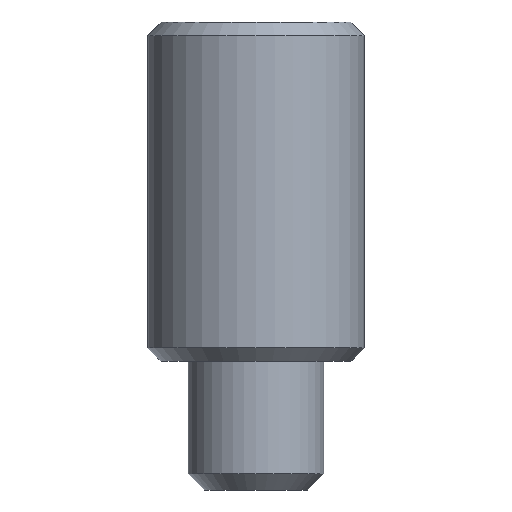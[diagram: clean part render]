
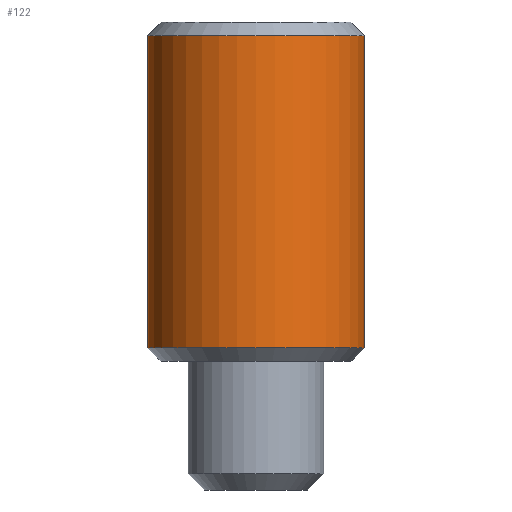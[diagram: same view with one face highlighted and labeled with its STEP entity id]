
A CAD part, left-side view. The second image highlights one B-rep face of the part: STEP entity #122.
In plain terms, the highlighted cylindrical face has radius 8 mm (diameter 16 mm), a partial arc.
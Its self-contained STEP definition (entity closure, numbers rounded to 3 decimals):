
#112=VERTEX_POINT('NONE',#304);
#122=ADVANCED_FACE('NONE',(#315),#316,.T.);
#136=EDGE_CURVE('NONE',#212,#220,#334,.T.);
#158=EDGE_CURVE('NONE',#212,#112,#357,.T.);
#178=EDGE_CURVE('NONE',#220,#272,#378,.T.);
#212=VERTEX_POINT('NONE',#417);
#220=VERTEX_POINT('NONE',#428);
#234=EDGE_CURVE('NONE',#272,#112,#442,.T.);
#272=VERTEX_POINT('NONE',#485);
#304=CARTESIAN_POINT('',(0.0,8.0,24.0));
#315=FACE_OUTER_BOUND('',#525,.T.);
#316=CYLINDRICAL_SURFACE('',#526,8.0);
#334=CIRCLE('',#548,8.0);
#357=LINE('',#580,#581);
#378=LINE('',#610,#611);
#417=CARTESIAN_POINT('',(0.0,8.0,1.));
#428=CARTESIAN_POINT('',(0.,-8.0,1.));
#442=CIRCLE('',#688,8.0);
#485=CARTESIAN_POINT('',(0.,-8.0,24.0));
#525=EDGE_LOOP('',(#780,#781,#782,#783));
#526=AXIS2_PLACEMENT_3D('',#784,#785,#786);
#548=AXIS2_PLACEMENT_3D('',#815,#816,#817);
#580=CARTESIAN_POINT('',(0.0,8.0,4.758));
#581=VECTOR('',#840,1000.0);
#610=CARTESIAN_POINT('',(0.,-8.0,4.758));
#611=VECTOR('',#855,1000.0);
#688=AXIS2_PLACEMENT_3D('',#942,#943,#944);
#780=ORIENTED_EDGE('',*,*,#136,.T.);
#781=ORIENTED_EDGE('',*,*,#178,.T.);
#782=ORIENTED_EDGE('',*,*,#234,.T.);
#783=ORIENTED_EDGE('',*,*,#158,.F.);
#784=CARTESIAN_POINT('',(0.0,0.0,4.758));
#785=DIRECTION('',(-0.0,-0.0,1.0));
#786=DIRECTION('',(0.0,1.0,0.0));
#815=CARTESIAN_POINT('',(0.0,0.0,1.));
#816=DIRECTION('',(0.0,-0.0,1.0));
#817=DIRECTION('',(0.0,1.0,0.0));
#840=DIRECTION('',(0.0,-0.0,1.0));
#855=DIRECTION('',(0.0,-0.0,1.0));
#942=CARTESIAN_POINT('',(0.0,0.0,24.0));
#943=DIRECTION('',(0.0,0.0,-1.0));
#944=DIRECTION('',(0.0,-1.0,0.0));
